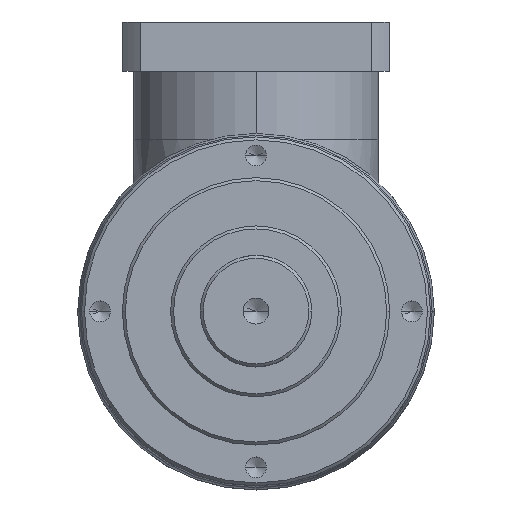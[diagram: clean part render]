
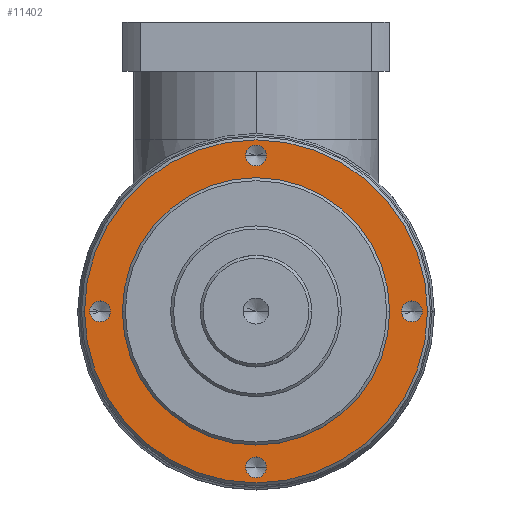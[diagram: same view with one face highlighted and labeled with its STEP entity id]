
A CAD part, top view. The second image highlights one B-rep face of the part: STEP entity #11402.
In plain terms, the highlighted planar face has unit normal (0, 0, 1).
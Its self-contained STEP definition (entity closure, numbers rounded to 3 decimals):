
#60 = FACE_BOUND ( 'NONE', #10100, .T. ) ;
#78 = CIRCLE ( 'NONE', #4042, 7. ) ;
#353 = AXIS2_PLACEMENT_3D ( 'NONE', #3114, #460, #6728 ) ;
#379 = CARTESIAN_POINT ( 'NONE',  ( 0., 105., 160. ) ) ;
#460 = DIRECTION ( 'NONE',  ( 0., 0., 1. ) ) ;
#564 = CARTESIAN_POINT ( 'NONE',  ( 0., -105., 160. ) ) ;
#738 = ORIENTED_EDGE ( 'NONE', *, *, #11466, .F. ) ;
#830 = CARTESIAN_POINT ( 'NONE',  ( -115.5, 0., 160. ) ) ;
#870 = VERTEX_POINT ( 'NONE', #10472 ) ;
#1171 = ORIENTED_EDGE ( 'NONE', *, *, #8276, .F. ) ;
#1236 = EDGE_CURVE ( 'NONE', #870, #5519, #5566, .T. ) ;
#1260 = DIRECTION ( 'NONE',  ( 0., 0., 1. ) ) ;
#1267 = DIRECTION ( 'NONE',  ( 1., 0., 0. ) ) ;
#1318 = CARTESIAN_POINT ( 'NONE',  ( 0., 0., 160. ) ) ;
#1396 = AXIS2_PLACEMENT_3D ( 'NONE', #6645, #1260, #7515 ) ;
#1459 = DIRECTION ( 'NONE',  ( 1., 0., 0. ) ) ;
#1563 = CIRCLE ( 'NONE', #2758, 7. ) ;
#1565 = CARTESIAN_POINT ( 'NONE',  ( 115.5, 0., 160. ) ) ;
#1625 = DIRECTION ( 'NONE',  ( 0., 0., 1. ) ) ;
#1939 = ORIENTED_EDGE ( 'NONE', *, *, #10637, .F. ) ;
#2060 = VERTEX_POINT ( 'NONE', #830 ) ;
#2117 = ORIENTED_EDGE ( 'NONE', *, *, #3646, .F. ) ;
#2198 = DIRECTION ( 'NONE',  ( 1., 0., 0. ) ) ;
#2302 = CARTESIAN_POINT ( 'NONE',  ( 7., -105., 160. ) ) ;
#2344 = DIRECTION ( 'NONE',  ( 0., 0., 1. ) ) ;
#2707 = FACE_BOUND ( 'NONE', #7680, .T. ) ;
#2758 = AXIS2_PLACEMENT_3D ( 'NONE', #9495, #4127, #10406 ) ;
#2847 = CARTESIAN_POINT ( 'NONE',  ( 0., 105., 160. ) ) ;
#2978 = VERTEX_POINT ( 'NONE', #6682 ) ;
#3114 = CARTESIAN_POINT ( 'NONE',  ( 0., 0., 160. ) ) ;
#3167 = EDGE_CURVE ( 'NONE', #6628, #6524, #7154, .T. ) ;
#3198 = VERTEX_POINT ( 'NONE', #5783 ) ;
#3369 = VERTEX_POINT ( 'NONE', #5121 ) ;
#3646 = EDGE_CURVE ( 'NONE', #6524, #6628, #7141, .T. ) ;
#3741 = DIRECTION ( 'NONE',  ( 1., 0., 0. ) ) ;
#3776 = CIRCLE ( 'NONE', #8885, 7. ) ;
#3812 = CARTESIAN_POINT ( 'NONE',  ( 0., -105., 160. ) ) ;
#4042 = AXIS2_PLACEMENT_3D ( 'NONE', #564, #6828, #1459 ) ;
#4044 = CARTESIAN_POINT ( 'NONE',  ( 0., 0., 160. ) ) ;
#4127 = DIRECTION ( 'NONE',  ( 0., 0., 1. ) ) ;
#4297 = EDGE_CURVE ( 'NONE', #7971, #3369, #4572, .T. ) ;
#4572 = CIRCLE ( 'NONE', #10556, 7. ) ;
#4656 = ORIENTED_EDGE ( 'NONE', *, *, #3167, .F. ) ;
#4717 = DIRECTION ( 'NONE',  ( 1., 0., 0. ) ) ;
#4733 = AXIS2_PLACEMENT_3D ( 'NONE', #1318, #7568, #2198 ) ;
#4741 = CARTESIAN_POINT ( 'NONE',  ( 105., 0., 160. ) ) ;
#4804 = FACE_BOUND ( 'NONE', #5666, .T. ) ;
#4941 = ORIENTED_EDGE ( 'NONE', *, *, #5730, .F. ) ;
#4963 = DIRECTION ( 'NONE',  ( 1., 0., 0. ) ) ;
#5013 = ORIENTED_EDGE ( 'NONE', *, *, #7662, .T. ) ;
#5121 = CARTESIAN_POINT ( 'NONE',  ( -98., 0., 160. ) ) ;
#5212 = DIRECTION ( 'NONE',  ( 0., 0., 1. ) ) ;
#5373 = FACE_BOUND ( 'NONE', #7868, .T. ) ;
#5519 = VERTEX_POINT ( 'NONE', #2302 ) ;
#5566 = CIRCLE ( 'NONE', #7001, 7. ) ;
#5583 = EDGE_CURVE ( 'NONE', #2060, #6759, #9165, .T. ) ;
#5651 = DIRECTION ( 'NONE',  ( 1., 0., 0. ) ) ;
#5666 = EDGE_LOOP ( 'NONE', ( #1171, #6611 ) ) ;
#5696 = CARTESIAN_POINT ( 'NONE',  ( -7., 105., 160. ) ) ;
#5730 = EDGE_CURVE ( 'NONE', #9367, #7739, #10153, .T. ) ;
#5783 = CARTESIAN_POINT ( 'NONE',  ( -90., 0., 160. ) ) ;
#6027 = CIRCLE ( 'NONE', #4733, 115.5 ) ;
#6052 = AXIS2_PLACEMENT_3D ( 'NONE', #379, #6652, #1267 ) ;
#6524 = VERTEX_POINT ( 'NONE', #5696 ) ;
#6607 = EDGE_LOOP ( 'NONE', ( #11288, #5013 ) ) ;
#6611 = ORIENTED_EDGE ( 'NONE', *, *, #1236, .F. ) ;
#6628 = VERTEX_POINT ( 'NONE', #6748 ) ;
#6645 = CARTESIAN_POINT ( 'NONE',  ( 0., 0., 160. ) ) ;
#6652 = DIRECTION ( 'NONE',  ( 0., 0., 1. ) ) ;
#6664 = ORIENTED_EDGE ( 'NONE', *, *, #7681, .F. ) ;
#6682 = CARTESIAN_POINT ( 'NONE',  ( 90., 0., 160. ) ) ;
#6728 = DIRECTION ( 'NONE',  ( 1., 0., 0. ) ) ;
#6748 = CARTESIAN_POINT ( 'NONE',  ( 7., 105., 160. ) ) ;
#6759 = VERTEX_POINT ( 'NONE', #1565 ) ;
#6828 = DIRECTION ( 'NONE',  ( 0., 0., 1. ) ) ;
#6897 = FACE_OUTER_BOUND ( 'NONE', #6607, .T. ) ;
#7001 = AXIS2_PLACEMENT_3D ( 'NONE', #3812, #10081, #4717 ) ;
#7008 = CARTESIAN_POINT ( 'NONE',  ( 0., 0., 160. ) ) ;
#7138 = AXIS2_PLACEMENT_3D ( 'NONE', #4044, #10324, #4963 ) ;
#7141 = CIRCLE ( 'NONE', #7389, 7. ) ;
#7154 = CIRCLE ( 'NONE', #6052, 7. ) ;
#7241 = CARTESIAN_POINT ( 'NONE',  ( -112., 0., 160. ) ) ;
#7389 = AXIS2_PLACEMENT_3D ( 'NONE', #2847, #9097, #3741 ) ;
#7515 = DIRECTION ( 'NONE',  ( 1., 0., 0. ) ) ;
#7568 = DIRECTION ( 'NONE',  ( 0., 0., 1. ) ) ;
#7662 = EDGE_CURVE ( 'NONE', #6759, #2060, #6027, .T. ) ;
#7680 = EDGE_LOOP ( 'NONE', ( #6664, #9115 ) ) ;
#7681 = EDGE_CURVE ( 'NONE', #2978, #3198, #10493, .T. ) ;
#7715 = CARTESIAN_POINT ( 'NONE',  ( 105., 0., 160. ) ) ;
#7739 = VERTEX_POINT ( 'NONE', #8541 ) ;
#7743 = EDGE_LOOP ( 'NONE', ( #738, #8498 ) ) ;
#7868 = EDGE_LOOP ( 'NONE', ( #4656, #2117 ) ) ;
#7890 = DIRECTION ( 'NONE',  ( 1., 0., 0. ) ) ;
#7971 = VERTEX_POINT ( 'NONE', #7241 ) ;
#8183 = AXIS2_PLACEMENT_3D ( 'NONE', #7008, #1625, #7890 ) ;
#8276 = EDGE_CURVE ( 'NONE', #5519, #870, #78, .T. ) ;
#8498 = ORIENTED_EDGE ( 'NONE', *, *, #4297, .F. ) ;
#8541 = CARTESIAN_POINT ( 'NONE',  ( 98., 0., 160. ) ) ;
#8609 = DIRECTION ( 'NONE',  ( 1., 0., 0. ) ) ;
#8765 = AXIS2_PLACEMENT_3D ( 'NONE', #7715, #2344, #8609 ) ;
#8885 = AXIS2_PLACEMENT_3D ( 'NONE', #4741, #11024, #5651 ) ;
#9097 = DIRECTION ( 'NONE',  ( 0., 0., 1. ) ) ;
#9115 = ORIENTED_EDGE ( 'NONE', *, *, #9202, .F. ) ;
#9165 = CIRCLE ( 'NONE', #1396, 115.5 ) ;
#9202 = EDGE_CURVE ( 'NONE', #3198, #2978, #9552, .T. ) ;
#9276 = FACE_BOUND ( 'NONE', #7743, .T. ) ;
#9367 = VERTEX_POINT ( 'NONE', #9924 ) ;
#9495 = CARTESIAN_POINT ( 'NONE',  ( -105., 0., 160. ) ) ;
#9552 = CIRCLE ( 'NONE', #8183, 90. ) ;
#9924 = CARTESIAN_POINT ( 'NONE',  ( 112., 0., 160. ) ) ;
#10081 = DIRECTION ( 'NONE',  ( 0., 0., 1. ) ) ;
#10100 = EDGE_LOOP ( 'NONE', ( #4941, #1939 ) ) ;
#10153 = CIRCLE ( 'NONE', #8765, 7. ) ;
#10324 = DIRECTION ( 'NONE',  ( 0., 0., 1. ) ) ;
#10406 = DIRECTION ( 'NONE',  ( 1., 0., 0. ) ) ;
#10472 = CARTESIAN_POINT ( 'NONE',  ( -7., -105., 160. ) ) ;
#10493 = CIRCLE ( 'NONE', #7138, 90. ) ;
#10556 = AXIS2_PLACEMENT_3D ( 'NONE', #10579, #5212, #11482 ) ;
#10579 = CARTESIAN_POINT ( 'NONE',  ( -105., 0., 160. ) ) ;
#10637 = EDGE_CURVE ( 'NONE', #7739, #9367, #3776, .T. ) ;
#11024 = DIRECTION ( 'NONE',  ( 0., 0., 1. ) ) ;
#11178 = PLANE ( 'NONE',  #353 ) ;
#11288 = ORIENTED_EDGE ( 'NONE', *, *, #5583, .T. ) ;
#11402 = ADVANCED_FACE ( 'NONE', ( #5373, #60, #4804, #9276, #6897, #2707 ), #11178, .T. ) ;
#11466 = EDGE_CURVE ( 'NONE', #3369, #7971, #1563, .T. ) ;
#11482 = DIRECTION ( 'NONE',  ( 1., 0., 0. ) ) ;
